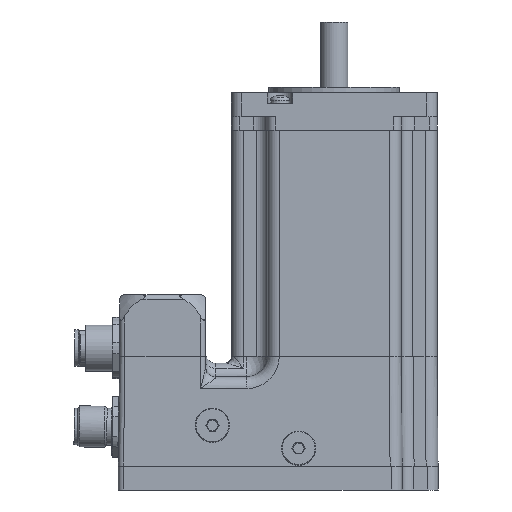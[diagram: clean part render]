
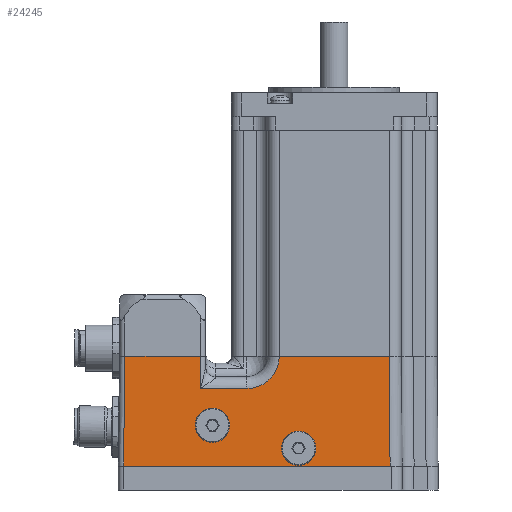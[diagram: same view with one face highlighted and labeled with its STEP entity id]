
A CAD part, left-side view. The second image highlights one B-rep face of the part: STEP entity #24245.
In plain terms, the highlighted planar face has unit normal (-1, 0, 0.009).
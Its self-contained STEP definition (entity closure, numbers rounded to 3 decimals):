
#752=LINE('',#38387,#2442);
#774=LINE('',#38457,#2464);
#781=LINE('',#38533,#2471);
#786=LINE('',#38625,#2476);
#792=LINE('',#38774,#2482);
#793=LINE('',#38776,#2483);
#794=LINE('',#38777,#2484);
#2442=VECTOR('',#30282,32.053);
#2464=VECTOR('',#30342,13.6);
#2471=VECTOR('',#30373,9.405);
#2476=VECTOR('',#30392,22.);
#2482=VECTOR('',#30438,32.004);
#2483=VECTOR('',#30439,77.8);
#2484=VECTOR('',#30440,32.003);
#5216=PLANE('',#26222);
#5832=FACE_BOUND('',#8186,.T.);
#5833=FACE_BOUND('',#8187,.T.);
#6577=FACE_OUTER_BOUND('',#8185,.T.);
#8185=EDGE_LOOP('',(#18601,#18602,#18603,#18604,#18605,#18606,#18607,#18608));
#8186=EDGE_LOOP('',(#18609));
#8187=EDGE_LOOP('',(#18610));
#9806=CIRCLE('',#25836,3.);
#9807=CIRCLE('',#25839,3.);
#9989=CIRCLE('',#26182,9.447);
#11293=VERTEX_POINT('',#37070);
#11295=VERTEX_POINT('',#37075);
#11565=VERTEX_POINT('',#38326);
#11576=VERTEX_POINT('',#38384);
#11577=VERTEX_POINT('',#38386);
#11606=VERTEX_POINT('',#38453);
#11611=VERTEX_POINT('',#38497);
#11620=VERTEX_POINT('',#38623);
#11629=VERTEX_POINT('',#38773);
#11630=VERTEX_POINT('',#38775);
#13788=EDGE_CURVE('',#11293,#11293,#9806,.T.);
#13790=EDGE_CURVE('',#11295,#11295,#9807,.T.);
#14186=EDGE_CURVE('',#11576,#11577,#752,.T.);
#14221=EDGE_CURVE('',#11606,#11576,#9989,.T.);
#14222=EDGE_CURVE('',#11565,#11606,#774,.T.);
#14236=EDGE_CURVE('',#11565,#11611,#781,.T.);
#14248=EDGE_CURVE('',#11620,#11611,#786,.T.);
#14268=EDGE_CURVE('',#11620,#11629,#792,.T.);
#14269=EDGE_CURVE('',#11629,#11630,#793,.T.);
#14270=EDGE_CURVE('',#11577,#11630,#794,.T.);
#18601=ORIENTED_EDGE('',*,*,#14236,.T.);
#18602=ORIENTED_EDGE('',*,*,#14248,.F.);
#18603=ORIENTED_EDGE('',*,*,#14268,.T.);
#18604=ORIENTED_EDGE('',*,*,#14269,.T.);
#18605=ORIENTED_EDGE('',*,*,#14270,.F.);
#18606=ORIENTED_EDGE('',*,*,#14186,.F.);
#18607=ORIENTED_EDGE('',*,*,#14221,.F.);
#18608=ORIENTED_EDGE('',*,*,#14222,.F.);
#18609=ORIENTED_EDGE('',*,*,#13788,.T.);
#18610=ORIENTED_EDGE('',*,*,#13790,.T.);
#24245=ADVANCED_FACE('',(#6577,#5832,#5833),#5216,.F.);
#25836=AXIS2_PLACEMENT_3D('',#37071,#29432,#29433);
#25839=AXIS2_PLACEMENT_3D('',#37076,#29438,#29439);
#26182=AXIS2_PLACEMENT_3D('',#38455,#30338,#30339);
#26222=AXIS2_PLACEMENT_3D('',#38772,#30436,#30437);
#29432=DIRECTION('center_axis',(1.,0.,
-0.009));
#29433=DIRECTION('ref_axis',(0.,1.,0.));
#29438=DIRECTION('center_axis',(1.,0.,
-0.009));
#29439=DIRECTION('ref_axis',(0.,1.,0.));
#30282=DIRECTION('',(0.,-1.,0.));
#30338=DIRECTION('center_axis',(-1.,0.,
0.009));
#30339=DIRECTION('ref_axis',(-0.007,-0.703,-0.711));
#30342=DIRECTION('',(0.,-1.,0.));
#30373=DIRECTION('',(0.009,0.,1.));
#30392=DIRECTION('',(0.,-1.,0.));
#30436=DIRECTION('center_axis',(1.,0.,
-0.009));
#30437=DIRECTION('ref_axis',(0.,-1.,0.));
#30438=DIRECTION('',(-0.009,0.012,-1.));
#30439=DIRECTION('',(0.,-1.,0.));
#30440=DIRECTION('',(-0.009,-0.009,-1.));
#37070=CARTESIAN_POINT('',(-29.751,13.4,-99.8));
#37071=CARTESIAN_POINT('Origin',(-29.751,10.4,-99.8));
#37075=CARTESIAN_POINT('',(-29.688,38.55,-93.101));
#37076=CARTESIAN_POINT('Origin',(-29.688,35.55,-93.101));
#38326=CARTESIAN_POINT('',(-29.588,39.1,-82.405));
#38384=CARTESIAN_POINT('',(-29.5,16.053,-73.));
#38386=CARTESIAN_POINT('',(-29.5,-16.,-73.));
#38387=CARTESIAN_POINT('',(-29.5,16.053,-73.));
#38453=CARTESIAN_POINT('',(-29.588,25.5,-82.405));
#38455=CARTESIAN_POINT('Origin',(-29.5,25.5,-72.958));
#38457=CARTESIAN_POINT('',(-29.588,39.1,-82.405));
#38497=CARTESIAN_POINT('',(-29.5,39.1,-73.));
#38533=CARTESIAN_POINT('',(-29.588,39.1,-82.405));
#38623=CARTESIAN_POINT('',(-29.5,61.1,-73.));
#38625=CARTESIAN_POINT('',(-29.5,61.1,-73.));
#38772=CARTESIAN_POINT('Origin',(-29.5,61.1,-73.));
#38773=CARTESIAN_POINT('',(-29.8,61.5,-105.));
#38774=CARTESIAN_POINT('',(-29.5,61.1,-73.));
#38775=CARTESIAN_POINT('',(-29.8,-16.3,-105.));
#38776=CARTESIAN_POINT('',(-29.8,61.5,-105.));
#38777=CARTESIAN_POINT('',(-29.5,-16.,-73.));
